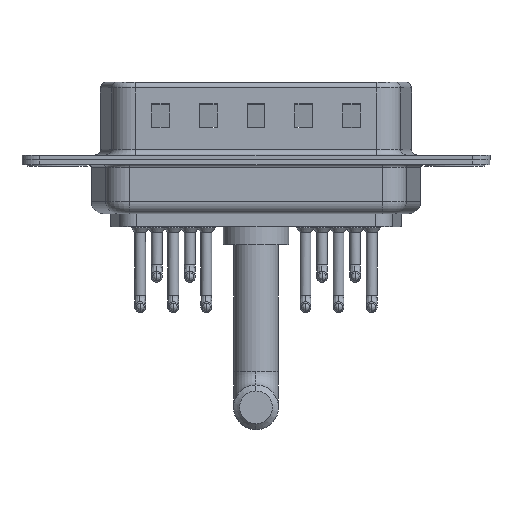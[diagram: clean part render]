
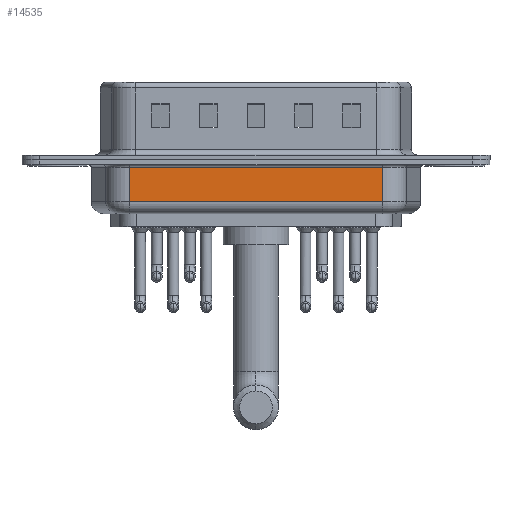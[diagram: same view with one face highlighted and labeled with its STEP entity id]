
A CAD part, front view. The second image highlights one B-rep face of the part: STEP entity #14535.
In plain terms, the highlighted planar face has unit normal (0, -1, 0).
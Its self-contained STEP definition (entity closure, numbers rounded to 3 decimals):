
#138 = CARTESIAN_POINT ( 'NONE',  ( 27.269, -5.35, -4.5 ) ) ;
#393 = CARTESIAN_POINT ( 'NONE',  ( 6.031, -5.35, -4.5 ) ) ;
#1773 = CARTESIAN_POINT ( 'NONE',  ( 6.031, -5.35, -0.65 ) ) ;
#1808 = CARTESIAN_POINT ( 'NONE',  ( 6.031, -5.35, -0.65 ) ) ;
#1949 = ORIENTED_EDGE ( 'NONE', *, *, #19959, .F. ) ;
#2976 = DIRECTION ( 'NONE',  ( 0., 0., 1. ) ) ;
#3159 = LINE ( 'NONE', #1808, #19707 ) ;
#3656 = VECTOR ( 'NONE', #15939, 1000. ) ;
#4135 = LINE ( 'NONE', #16523, #4601 ) ;
#4295 = CARTESIAN_POINT ( 'NONE',  ( 27.269, -5.35, -3.5 ) ) ;
#4601 = VECTOR ( 'NONE', #10490, 1000. ) ;
#4757 = VERTEX_POINT ( 'NONE', #1773 ) ;
#7054 = LINE ( 'NONE', #393, #17538 ) ;
#7313 = EDGE_CURVE ( 'NONE', #13910, #4757, #3159, .T. ) ;
#7679 = AXIS2_PLACEMENT_3D ( 'NONE', #12333, #14190, #2976 ) ;
#8403 = DIRECTION ( 'NONE',  ( 0., 0., 1. ) ) ;
#9428 = VERTEX_POINT ( 'NONE', #11218 ) ;
#10103 = EDGE_LOOP ( 'NONE', ( #1949, #11690, #17945, #15836 ) ) ;
#10490 = DIRECTION ( 'NONE',  ( 1., 0., 0. ) ) ;
#10847 = EDGE_CURVE ( 'NONE', #9428, #16334, #4135, .T. ) ;
#11218 = CARTESIAN_POINT ( 'NONE',  ( 6.031, -5.35, -3.5 ) ) ;
#11690 = ORIENTED_EDGE ( 'NONE', *, *, #10847, .T. ) ;
#12333 = CARTESIAN_POINT ( 'NONE',  ( 6.031, -5.35, -4.5 ) ) ;
#13375 = EDGE_CURVE ( 'NONE', #16334, #13910, #19080, .T. ) ;
#13910 = VERTEX_POINT ( 'NONE', #19773 ) ;
#14190 = DIRECTION ( 'NONE',  ( 0., 1., 0. ) ) ;
#14535 = ADVANCED_FACE ( 'NONE', ( #19103 ), #15559, .F. ) ;
#15559 = PLANE ( 'NONE',  #7679 ) ;
#15836 = ORIENTED_EDGE ( 'NONE', *, *, #7313, .T. ) ;
#15939 = DIRECTION ( 'NONE',  ( 0., 0., 1. ) ) ;
#16334 = VERTEX_POINT ( 'NONE', #4295 ) ;
#16523 = CARTESIAN_POINT ( 'NONE',  ( 6.031, -5.35, -3.5 ) ) ;
#17538 = VECTOR ( 'NONE', #8403, 1000. ) ;
#17611 = DIRECTION ( 'NONE',  ( -1., 0., 0. ) ) ;
#17945 = ORIENTED_EDGE ( 'NONE', *, *, #13375, .T. ) ;
#19080 = LINE ( 'NONE', #138, #3656 ) ;
#19103 = FACE_OUTER_BOUND ( 'NONE', #10103, .T. ) ;
#19707 = VECTOR ( 'NONE', #17611, 1000. ) ;
#19773 = CARTESIAN_POINT ( 'NONE',  ( 27.269, -5.35, -0.65 ) ) ;
#19959 = EDGE_CURVE ( 'NONE', #9428, #4757, #7054, .T. ) ;
